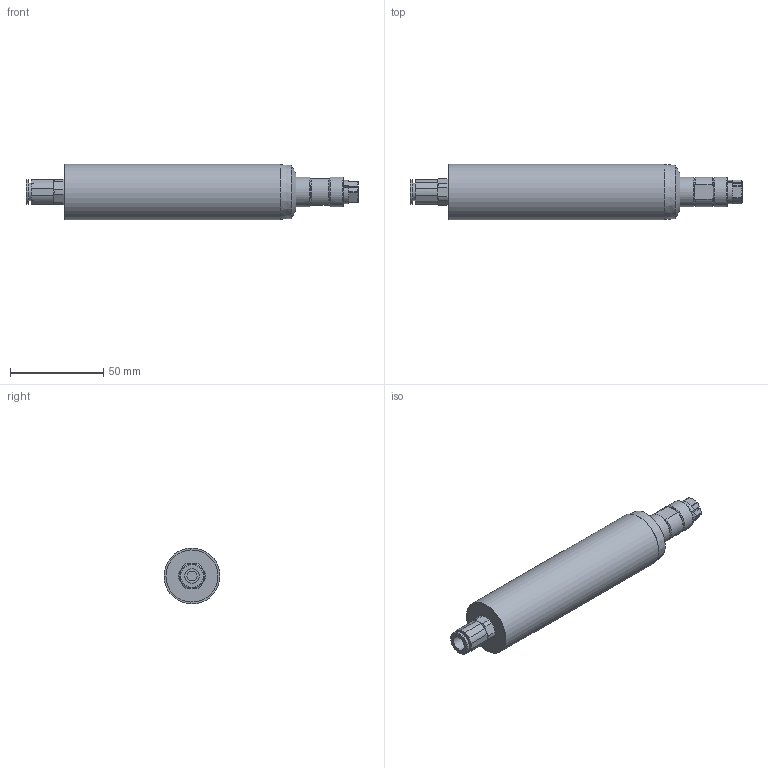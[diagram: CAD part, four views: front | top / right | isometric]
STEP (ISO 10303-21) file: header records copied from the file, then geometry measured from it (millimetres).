
FILE_DESCRIPTION((''),'2;1');
FILE_NAME('ES 350 ER_60012167.stp','2009-03-10T10:15:08',('rmorof'),(''),'Autodesk Inventor 2008','Autodesk Inventor 2008','');
FILE_SCHEMA(('CONFIG_CONTROL_DESIGN'));
Length unit declared in the file: millimetre
Products named in the file (1): ES 350 ER_60012167
Bounding box: 178.3 x 29.98 x 29.98 mm (x, y, z)
Volume: 93044 mm3; surface area: 17495.7 mm2
Topology: 1 solids, 5 shells, 170 faces, 406 edges, 259 vertices
Faces by surface type: plane 83, cylinder 35, cone 33, bspline 17, torus 2
Full cylindrical faces by diameter (mm): 8 x1, 9.18 x1, 9.2 x1, 9.98 x1, 13 x1, 16 x2, 27.335 x1, 30 x1
Entity records: 5068 total; most frequent: CARTESIAN_POINT 1213, DIRECTION 754, ORIENTED_EDGE 740, EDGE_CURVE 370, AXIS2_PLACEMENT_3D 304, VERTEX_POINT 247, EDGE_LOOP 209, FACE_OUTER_BOUND 170
